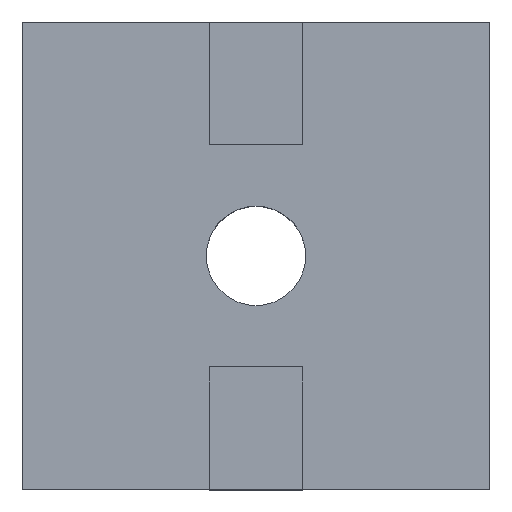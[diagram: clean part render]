
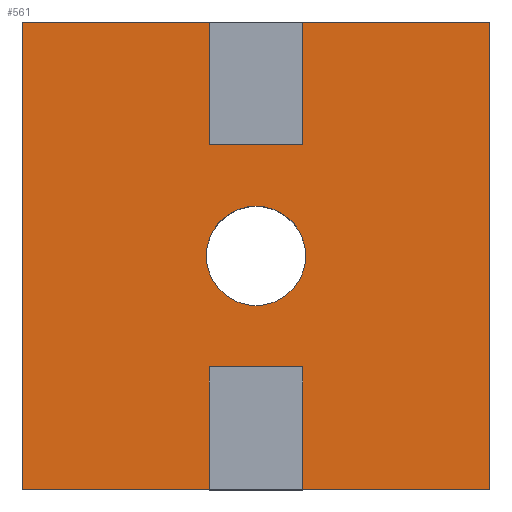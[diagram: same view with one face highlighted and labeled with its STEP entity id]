
A CAD part, top view. The second image highlights one B-rep face of the part: STEP entity #561.
In plain terms, the highlighted planar face has unit normal (0, 0, 1).
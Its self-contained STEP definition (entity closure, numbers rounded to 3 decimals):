
#18=CARTESIAN_POINT('',(-4.25,20.0,13.0));
#19=VERTEX_POINT('',#18);
#26=CARTESIAN_POINT('',(4.25,20.0,13.0));
#27=VERTEX_POINT('',#26);
#28=CARTESIAN_POINT('',(0.,20.0,13.0));
#29=DIRECTION('',(0.0,0.0,1.0));
#30=DIRECTION('',(0.0,-1.0,0.0));
#31=AXIS2_PLACEMENT_3D('',#28,#29,#30);
#32=CIRCLE('',#31,4.25);
#33=EDGE_CURVE('',#19,#27,#32,.T.);
#151=CARTESIAN_POINT('',(4.0,0.0,13.0));
#152=VERTEX_POINT('',#151);
#153=CARTESIAN_POINT('',(4.0,10.5,13.));
#154=VERTEX_POINT('',#153);
#155=CARTESIAN_POINT('',(4.0,0.0,13.0));
#156=DIRECTION('',(0.0,1.0,0.0));
#157=VECTOR('',#156,10.5);
#158=LINE('',#155,#157);
#159=EDGE_CURVE('',#152,#154,#158,.T.);
#201=CARTESIAN_POINT('',(-4.,10.5,13.));
#202=VERTEX_POINT('',#201);
#209=CARTESIAN_POINT('',(-4.,0.0,13.0));
#210=VERTEX_POINT('',#209);
#211=CARTESIAN_POINT('',(-4.,10.5,13.0));
#212=DIRECTION('',(0.0,-1.0,0.0));
#213=VECTOR('',#212,10.5);
#214=LINE('',#211,#213);
#215=EDGE_CURVE('',#202,#210,#214,.T.);
#350=CARTESIAN_POINT('',(-20.,0.0,13.0));
#351=VERTEX_POINT('',#350);
#358=CARTESIAN_POINT('',(-20.,40.0,13.0));
#359=VERTEX_POINT('',#358);
#360=CARTESIAN_POINT('',(-20.,40.0,13.0));
#361=DIRECTION('',(0.0,-1.0,0.0));
#362=VECTOR('',#361,40.0);
#363=LINE('',#360,#362);
#364=EDGE_CURVE('',#359,#351,#363,.T.);
#385=CARTESIAN_POINT('',(20.,0.0,13.0));
#386=VERTEX_POINT('',#385);
#393=CARTESIAN_POINT('',(4.0,0.0,13.0));
#394=DIRECTION('',(1.0,0.0,0.0));
#395=VECTOR('',#394,16.);
#396=LINE('',#393,#395);
#397=EDGE_CURVE('',#152,#386,#396,.T.);
#402=CARTESIAN_POINT('',(-20.,0.0,13.0));
#403=DIRECTION('',(1.0,0.0,0.0));
#404=VECTOR('',#403,16.);
#405=LINE('',#402,#404);
#406=EDGE_CURVE('',#351,#210,#405,.T.);
#418=CARTESIAN_POINT('',(20.,40.0,13.0));
#419=VERTEX_POINT('',#418);
#426=CARTESIAN_POINT('',(20.,0.0,13.0));
#427=DIRECTION('',(0.0,1.0,0.0));
#428=VECTOR('',#427,40.0);
#429=LINE('',#426,#428);
#430=EDGE_CURVE('',#386,#419,#429,.T.);
#466=CARTESIAN_POINT('',(-4.,40.0,13.0));
#467=VERTEX_POINT('',#466);
#468=CARTESIAN_POINT('',(-4.,40.0,13.0));
#469=DIRECTION('',(-1.0,0.0,0.0));
#470=VECTOR('',#469,16.);
#471=LINE('',#468,#470);
#472=EDGE_CURVE('',#467,#359,#471,.T.);
#490=CARTESIAN_POINT('',(4.0,40.0,13.0));
#491=VERTEX_POINT('',#490);
#498=CARTESIAN_POINT('',(20.,40.0,13.0));
#499=DIRECTION('',(-1.0,0.0,0.0));
#500=VECTOR('',#499,16.);
#501=LINE('',#498,#500);
#502=EDGE_CURVE('',#419,#491,#501,.T.);
#508=CARTESIAN_POINT('',(-22.,-2.0,13.0));
#509=DIRECTION('',(0.0,0.0,1.0));
#510=DIRECTION('',(1.0,0.0,0.0));
#511=AXIS2_PLACEMENT_3D('',#508,#509,#510);
#512=PLANE('',#511);
#513=ORIENTED_EDGE('',*,*,#159,.F.);
#514=ORIENTED_EDGE('',*,*,#397,.T.);
#515=ORIENTED_EDGE('',*,*,#430,.T.);
#516=ORIENTED_EDGE('',*,*,#502,.T.);
#517=CARTESIAN_POINT('',(4.0,29.5,13.));
#518=VERTEX_POINT('',#517);
#519=CARTESIAN_POINT('',(4.0,29.5,13.0));
#520=DIRECTION('',(0.0,1.0,0.0));
#521=VECTOR('',#520,10.5);
#522=LINE('',#519,#521);
#523=EDGE_CURVE('',#518,#491,#522,.T.);
#524=ORIENTED_EDGE('',*,*,#523,.F.);
#525=CARTESIAN_POINT('',(-4.,29.5,13.));
#526=VERTEX_POINT('',#525);
#527=CARTESIAN_POINT('',(4.0,29.5,13.));
#528=DIRECTION('',(-1.0,0.0,0.0));
#529=VECTOR('',#528,8.);
#530=LINE('',#527,#529);
#531=EDGE_CURVE('',#518,#526,#530,.T.);
#532=ORIENTED_EDGE('',*,*,#531,.T.);
#533=CARTESIAN_POINT('',(-4.,40.0,13.0));
#534=DIRECTION('',(0.0,-1.0,0.0));
#535=VECTOR('',#534,10.5);
#536=LINE('',#533,#535);
#537=EDGE_CURVE('',#467,#526,#536,.T.);
#538=ORIENTED_EDGE('',*,*,#537,.F.);
#539=ORIENTED_EDGE('',*,*,#472,.T.);
#540=ORIENTED_EDGE('',*,*,#364,.T.);
#541=ORIENTED_EDGE('',*,*,#406,.T.);
#542=ORIENTED_EDGE('',*,*,#215,.F.);
#543=CARTESIAN_POINT('',(-4.,10.5,13.));
#544=DIRECTION('',(1.0,0.0,0.0));
#545=VECTOR('',#544,8.);
#546=LINE('',#543,#545);
#547=EDGE_CURVE('',#202,#154,#546,.T.);
#548=ORIENTED_EDGE('',*,*,#547,.T.);
#549=EDGE_LOOP('',(#513,#514,#515,#516,#524,#532,#538,#539,#540,#541,#542,#548));
#550=FACE_OUTER_BOUND('',#549,.T.);
#551=CARTESIAN_POINT('',(0.,20.0,13.0));
#552=DIRECTION('',(0.0,0.0,1.0));
#553=DIRECTION('',(0.0,-1.0,0.0));
#554=AXIS2_PLACEMENT_3D('',#551,#552,#553);
#555=CIRCLE('',#554,4.25);
#556=EDGE_CURVE('',#27,#19,#555,.T.);
#557=ORIENTED_EDGE('',*,*,#556,.F.);
#558=ORIENTED_EDGE('',*,*,#33,.F.);
#559=EDGE_LOOP('',(#557,#558));
#560=FACE_BOUND('',#559,.T.);
#561=ADVANCED_FACE('',(#550,#560),#512,.T.);
